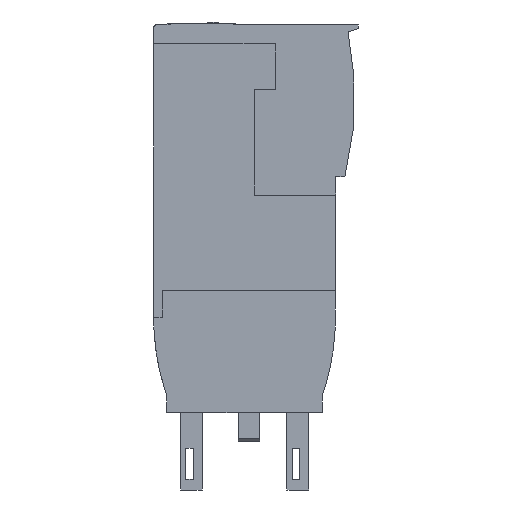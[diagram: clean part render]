
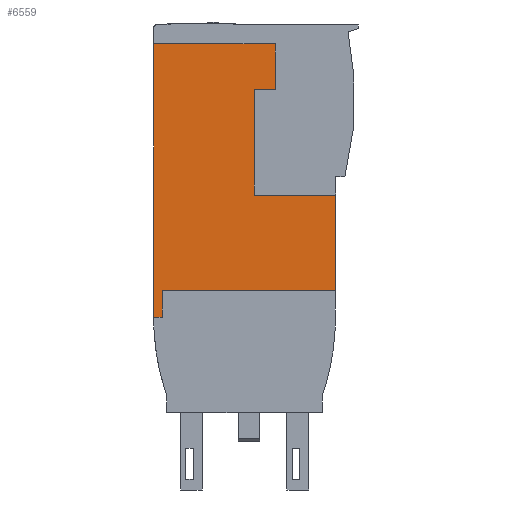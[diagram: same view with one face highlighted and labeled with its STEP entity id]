
A CAD part, left-side view. The second image highlights one B-rep face of the part: STEP entity #6559.
In plain terms, the highlighted planar face has unit normal (-1, 0, 0).
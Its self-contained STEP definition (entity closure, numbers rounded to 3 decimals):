
#6559=ADVANCED_FACE('',(#16085),#16086,.F.);
#6633=VERTEX_POINT('',#16176);
#6635=VERTEX_POINT('',#16178);
#6637=EDGE_CURVE('',#6633,#6635,#16180,.T.);
#6711=VERTEX_POINT('',#16254);
#6717=VERTEX_POINT('',#16260);
#6719=EDGE_CURVE('',#6711,#6717,#16262,.T.);
#7899=VERTEX_POINT('',#17442);
#7901=EDGE_CURVE('',#6633,#7899,#17444,.T.);
#7909=EDGE_CURVE('',#7899,#6717,#17452,.T.);
#7985=VERTEX_POINT('',#17528);
#7987=VERTEX_POINT('',#17530);
#7989=EDGE_CURVE('',#7985,#7987,#17532,.T.);
#8001=VERTEX_POINT('',#17544);
#8003=EDGE_CURVE('',#7987,#8001,#17546,.T.);
#8011=VERTEX_POINT('',#17554);
#8013=EDGE_CURVE('',#8001,#8011,#17556,.T.);
#8393=VERTEX_POINT('',#17936);
#8397=EDGE_CURVE('',#8393,#6711,#17940,.T.);
#12939=VERTEX_POINT('',#22482);
#12943=EDGE_CURVE('',#12939,#8393,#22486,.T.);
#12945=EDGE_CURVE('',#8011,#12939,#22488,.T.);
#12951=EDGE_CURVE('',#6635,#7985,#22494,.T.);
#16085=FACE_OUTER_BOUND('',#25938,.T.);
#16086=PLANE('',#25939);
#16176=CARTESIAN_POINT('',(0.01,19.8,56.0));
#16178=CARTESIAN_POINT('',(0.01,4.35,56.0));
#16180=LINE('',#26116,#26117);
#16254=CARTESIAN_POINT('',(0.01,15.8,84.7));
#16260=CARTESIAN_POINT('',(0.01,15.8,76.0));
#16262=LINE('',#26242,#26243);
#17442=CARTESIAN_POINT('',(0.01,19.8,76.0));
#17444=LINE('',#28074,#28075);
#17452=LINE('',#28088,#28089);
#17528=CARTESIAN_POINT('',(0.01,4.35,37.9));
#17530=CARTESIAN_POINT('',(0.01,37.25,37.9));
#17532=LINE('',#28214,#28215);
#17544=CARTESIAN_POINT('',(0.01,37.25,32.8));
#17546=LINE('',#28236,#28237);
#17554=CARTESIAN_POINT('',(0.01,38.85,32.8));
#17556=LINE('',#28252,#28253);
#17936=CARTESIAN_POINT('',(0.01,38.84,84.7));
#17940=LINE('',#28854,#28855);
#22482=CARTESIAN_POINT('',(0.01,38.85,84.7));
#22486=LINE('',#35956,#35957);
#22488=LINE('',#35960,#35961);
#22494=LINE('',#35972,#35973);
#25938=EDGE_LOOP('',(#43673,#43674,#43675,#43676,#43677,#43678,#43679,#43680,#43681,#43682,#43683));
#25939=AXIS2_PLACEMENT_3D('',#43684,#43685,#43686);
#26116=CARTESIAN_POINT('',(0.01,4.35,56.0));
#26117=VECTOR('',#43833,1.0);
#26242=CARTESIAN_POINT('',(0.01,15.8,56.0));
#26243=VECTOR('',#43855,1.0);
#28074=CARTESIAN_POINT('',(0.01,19.8,57.48));
#28075=VECTOR('',#44325,1.0);
#28088=CARTESIAN_POINT('',(0.01,21.393,76.0));
#28089=VECTOR('',#44328,1.0);
#28214=CARTESIAN_POINT('',(0.01,37.25,37.9));
#28215=VECTOR('',#44351,1.0);
#28236=CARTESIAN_POINT('',(0.01,37.25,32.85));
#28237=VECTOR('',#44355,1.0);
#28252=CARTESIAN_POINT('',(0.01,37.35,32.8));
#28253=VECTOR('',#44358,1.0);
#28854=CARTESIAN_POINT('',(0.01,15.8,84.7));
#28855=VECTOR('',#44507,1.0);
#35956=CARTESIAN_POINT('',(0.01,15.8,84.7));
#35957=VECTOR('',#46361,1.0);
#35960=CARTESIAN_POINT('',(0.01,38.85,32.85));
#35961=VECTOR('',#46362,1.0);
#35972=CARTESIAN_POINT('',(0.01,4.35,37.9));
#35973=VECTOR('',#46365,1.0);
#43673=ORIENTED_EDGE('',*,*,#7909,.T.);
#43674=ORIENTED_EDGE('',*,*,#6719,.F.);
#43675=ORIENTED_EDGE('',*,*,#8397,.F.);
#43676=ORIENTED_EDGE('',*,*,#12943,.F.);
#43677=ORIENTED_EDGE('',*,*,#12945,.F.);
#43678=ORIENTED_EDGE('',*,*,#8013,.F.);
#43679=ORIENTED_EDGE('',*,*,#8003,.F.);
#43680=ORIENTED_EDGE('',*,*,#7989,.F.);
#43681=ORIENTED_EDGE('',*,*,#12951,.F.);
#43682=ORIENTED_EDGE('',*,*,#6637,.F.);
#43683=ORIENTED_EDGE('',*,*,#7901,.T.);
#43684=CARTESIAN_POINT('',(0.01,22.987,58.96));
#43685=DIRECTION('',(1.0,0.0,0.0));
#43686=DIRECTION('',(0.0,0.0,-1.0));
#43833=DIRECTION('',(0.0,-1.0,0.0));
#43855=DIRECTION('',(0.0,0.0,-1.0));
#44325=DIRECTION('',(0.0,0.0,1.0));
#44328=DIRECTION('',(0.0,-1.0,0.0));
#44351=DIRECTION('',(0.0,1.0,0.0));
#44355=DIRECTION('',(0.0,0.0,-1.0));
#44358=DIRECTION('',(0.0,1.0,0.0));
#44507=DIRECTION('',(0.0,-1.0,0.0));
#46361=DIRECTION('',(0.0,-1.0,0.0));
#46362=DIRECTION('',(0.0,0.0,1.0));
#46365=DIRECTION('',(0.0,0.0,-1.0));
